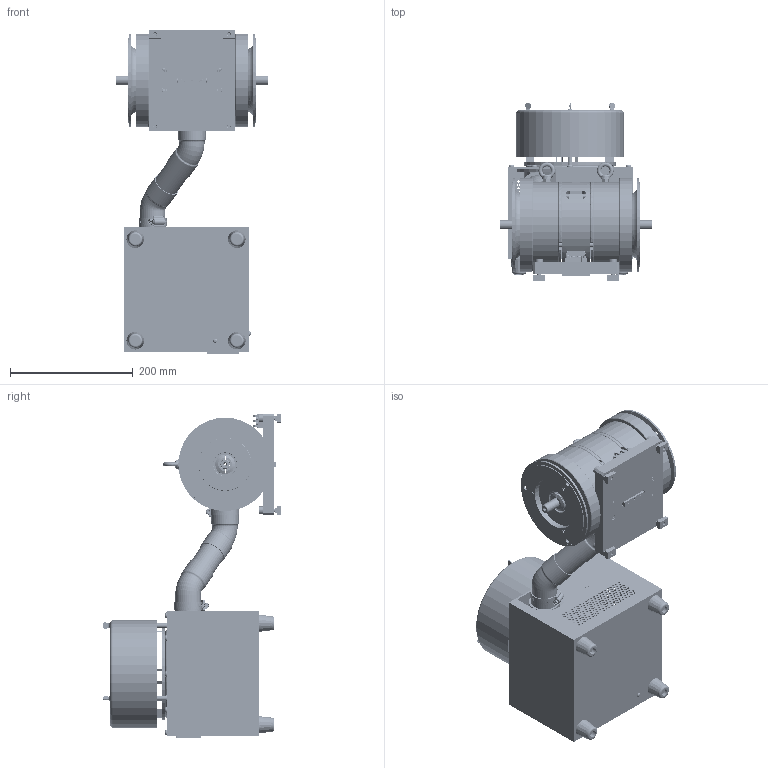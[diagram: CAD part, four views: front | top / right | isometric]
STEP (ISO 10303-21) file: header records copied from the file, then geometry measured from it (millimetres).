
FILE_DESCRIPTION (( 'STEP AP214' ), '1' );
FILE_NAME ('BHB-6B(Side)_A_EF.STEP', '2014-12-15T15:49:41', ( 'magtrol' ), ( '' ), 'SwSTEP 2.0', 'SolidWorks 2014', '' );
FILE_SCHEMA (( 'AUTOMOTIVE_DESIGN' ));
Length unit declared in the file: inch
Products named in the file (1): BHB-6B(Side)_A_EF
Bounding box: 248.23 x 289.51 x 528.2 mm (x, y, z)
Surface area: 886635 mm2 (no closed solid volume)
Topology: 0 solids, 201 shells, 2899 faces, 10115 edges, 7272 vertices
Faces by surface type: cylinder 1969, plane 665, torus 120, cone 96, bspline 36, sphere 13
Entity records: 158750 total; most frequent: CARTESIAN_POINT 31147, DIRECTION 19629, ORIENTED_EDGE 16346, EDGE_CURVE 10104, AXIS2_PLACEMENT_3D 7755, VERTEX_POINT 7272, CIRCLE 4891, EDGE_LOOP 4461
